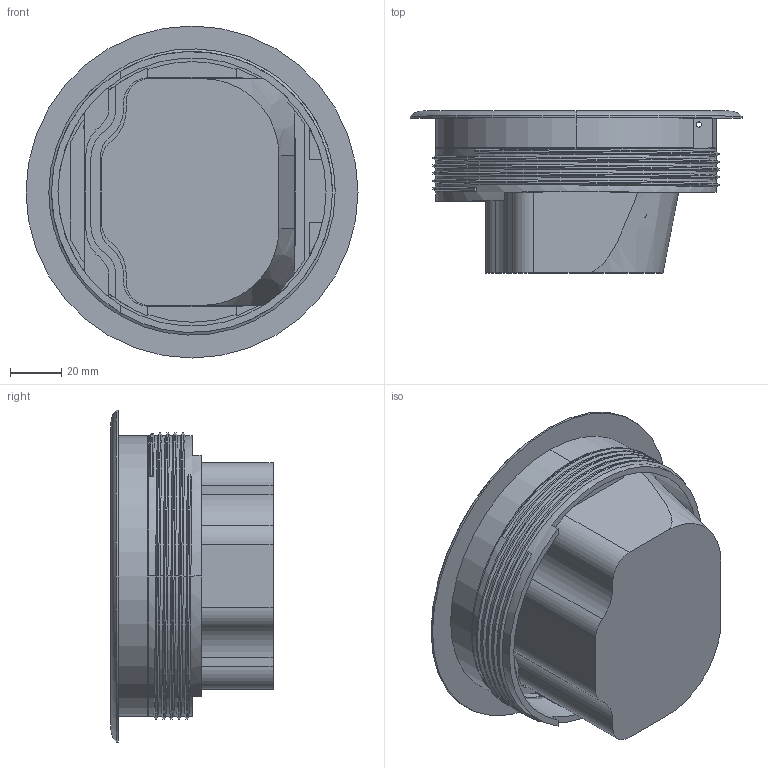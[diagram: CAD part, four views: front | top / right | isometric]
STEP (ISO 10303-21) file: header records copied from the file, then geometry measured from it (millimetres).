
FILE_DESCRIPTION (( 'STEP AP214' ), '1' );
FILE_NAME ('7428012_KSTP1.stp', '2017-04-12T08:56:44', ( '' ), ( '' ), 'SwSTEP 2.0', 'SolidWorks 2016', '' );
FILE_SCHEMA (( 'AUTOMOTIVE_DESIGN' ));
Length unit declared in the file: millimetre
Products named in the file (11): P_35976A_1_Standard; 43507A_Standard; 30310D_Standard; 43505A_Standard; P_42418B_1_Standard; 52452A8_Standard; 43501A_Standard; 43496A_Standard; 7428012_KSTP1; 43503A_Einbauzustand Zusammengedr…kt; 43502D_Standard
Assembly tree (10 placements, depth 2):
  7428012_KSTP1
    43496A_Standard
    43501A_Standard
    43505A_Standard
    43503A_Einbauzustand Zusammengedr…kt
    43507A_Standard
    52452A8_Standard
    43502D_Standard
    30310D_Standard
    P_42418B_1_Standard
    P_35976A_1_Standard
Bounding box: 130 x 63.45 x 130 mm (x, y, z)
Volume: 237009.2 mm3; surface area: 131661.6 mm2
Topology: 10 solids, 10 shells, 369 faces, 987 edges, 644 vertices
Faces by surface type: plane 200, cylinder 124, bspline 36, cone 7, torus 2
Entity records: 17972 total; most frequent: CARTESIAN_POINT 6951, ORIENTED_EDGE 1970, DIRECTION 1763, EDGE_CURVE 985, VERTEX_POINT 644, LINE 605, VECTOR 605, AXIS2_PLACEMENT_3D 579
